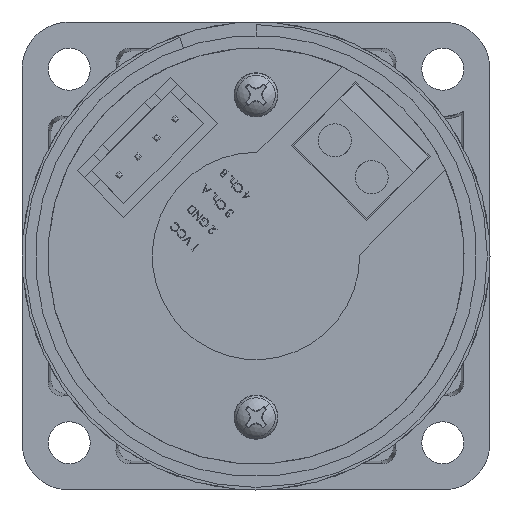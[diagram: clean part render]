
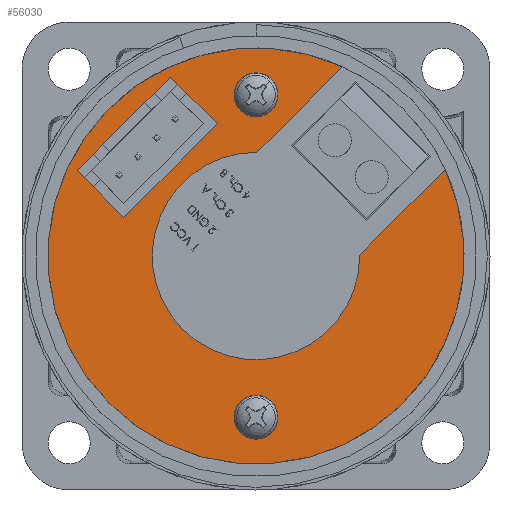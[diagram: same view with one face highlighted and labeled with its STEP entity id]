
A CAD part, front view. The second image highlights one B-rep face of the part: STEP entity #56030.
In plain terms, the highlighted face is planar.
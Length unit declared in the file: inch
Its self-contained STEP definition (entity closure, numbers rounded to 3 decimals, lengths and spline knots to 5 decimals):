
#974 = LINE ( 'NONE', #11895, #50040 ) ;
#1102 = EDGE_CURVE ( 'NONE', #58045, #6378, #24598, .T. ) ;
#1367 = CARTESIAN_POINT ( 'NONE',  ( 0.275, 0.6415, 0.28006 ) ) ;
#2805 = PLANE ( 'NONE',  #55226 ) ;
#3266 = DIRECTION ( 'NONE',  ( 0., 0., -1. ) ) ;
#3608 = VERTEX_POINT ( 'NONE', #17675 ) ;
#3793 = EDGE_CURVE ( 'NONE', #7779, #22880, #53236, .T. ) ;
#3937 = EDGE_CURVE ( 'NONE', #10391, #18781, #42740, .T. ) ;
#3977 = CARTESIAN_POINT ( 'NONE',  ( 0., 0.6415, 0. ) ) ;
#4683 = ORIENTED_EDGE ( 'NONE', *, *, #3793, .F. ) ;
#5221 = ORIENTED_EDGE ( 'NONE', *, *, #29339, .F. ) ;
#5744 = CARTESIAN_POINT ( 'NONE',  ( 0.4575, 0.6415, -0.25 ) ) ;
#5889 = LINE ( 'NONE', #5744, #31267 ) ;
#6027 = CIRCLE ( 'NONE', #10865, 0.7875 ) ;
#6065 = CIRCLE ( 'NONE', #40781, 0.7875 ) ;
#6378 = VERTEX_POINT ( 'NONE', #11658 ) ;
#6985 = ORIENTED_EDGE ( 'NONE', *, *, #17881, .F. ) ;
#7779 = VERTEX_POINT ( 'NONE', #11751 ) ;
#7885 = VERTEX_POINT ( 'NONE', #45611 ) ;
#8396 = CARTESIAN_POINT ( 'NONE',  ( -0.275, 0.6415, 0.28006 ) ) ;
#8748 = DIRECTION ( 'NONE',  ( 0., 0., -1. ) ) ;
#8775 = DIRECTION ( 'NONE',  ( 0., 0., 1. ) ) ;
#8839 = LINE ( 'NONE', #46087, #28270 ) ;
#9630 = FACE_OUTER_BOUND ( 'NONE', #61226, .T. ) ;
#10210 = LINE ( 'NONE', #60901, #19966 ) ;
#10391 = VERTEX_POINT ( 'NONE', #38827 ) ;
#10675 = CIRCLE ( 'NONE', #46186, 0.3925 ) ;
#10865 = AXIS2_PLACEMENT_3D ( 'NONE', #24880, #58061, #29642 ) ;
#11658 = CARTESIAN_POINT ( 'NONE',  ( 0.67, 0.6415, -0.25 ) ) ;
#11751 = CARTESIAN_POINT ( 'NONE',  ( 0.62, 0.6415, 0.25 ) ) ;
#11843 = CARTESIAN_POINT ( 'NONE',  ( 0.67, 0.6415, 0.25 ) ) ;
#11895 = CARTESIAN_POINT ( 'NONE',  ( 0.7075, 0.6415, -0.25 ) ) ;
#12097 = DIRECTION ( 'NONE',  ( 0., 0., -1. ) ) ;
#12606 = ORIENTED_EDGE ( 'NONE', *, *, #44422, .F. ) ;
#12764 = CARTESIAN_POINT ( 'NONE',  ( 0.7075, 0.6415, -0.25 ) ) ;
#13405 = CARTESIAN_POINT ( 'NONE',  ( 0.4575, 0.6415, 0.25 ) ) ;
#14035 = LINE ( 'NONE', #38188, #23824 ) ;
#14428 = VERTEX_POINT ( 'NONE', #16501 ) ;
#15157 = EDGE_CURVE ( 'NONE', #18781, #35098, #10675, .T. ) ;
#15421 = CARTESIAN_POINT ( 'NONE',  ( 0., 0.6415, -0.7875 ) ) ;
#15667 = ORIENTED_EDGE ( 'NONE', *, *, #25706, .T. ) ;
#16471 = ORIENTED_EDGE ( 'NONE', *, *, #27308, .F. ) ;
#16501 = CARTESIAN_POINT ( 'NONE',  ( 0.7075, 0.6415, 0.1625 ) ) ;
#17149 = VERTEX_POINT ( 'NONE', #39135 ) ;
#17148 = CARTESIAN_POINT ( 'NONE',  ( -0.275, 0.6415, 0.28006 ) ) ;
#17570 = VERTEX_POINT ( 'NONE', #48381 ) ;
#17675 = CARTESIAN_POINT ( 'NONE',  ( 0.7075, 0.6415, -0.1625 ) ) ;
#17831 = LINE ( 'NONE', #59227, #29043 ) ;
#17881 = EDGE_CURVE ( 'NONE', #17570, #17149, #10210, .T. ) ;
#18275 = ORIENTED_EDGE ( 'NONE', *, *, #27254, .F. ) ;
#18395 = VERTEX_POINT ( 'NONE', #22709 ) ;
#18781 = VERTEX_POINT ( 'NONE', #1367 ) ;
#19340 = VECTOR ( 'NONE', #37307, 39.37008 ) ;
#19782 = CARTESIAN_POINT ( 'NONE',  ( 0.4575, 0.6415, -0.25 ) ) ;
#19966 = VECTOR ( 'NONE', #8748, 39.37008 ) ;
#20208 = VERTEX_POINT ( 'NONE', #15421 ) ;
#20443 = VECTOR ( 'NONE', #46610, 39.37008 ) ;
#20593 = DIRECTION ( 'NONE',  ( 0., 0., -1. ) ) ;
#20838 = LINE ( 'NONE', #32590, #19340 ) ;
#21645 = LINE ( 'NONE', #45753, #45347 ) ;
#21680 = DIRECTION ( 'NONE',  ( 0., 0., 1. ) ) ;
#22573 = DIRECTION ( 'NONE',  ( -1., 0., 0. ) ) ;
#22709 = CARTESIAN_POINT ( 'NONE',  ( 0.62, 0.6415, -0.25 ) ) ;
#22880 = VERTEX_POINT ( 'NONE', #11843 ) ;
#22938 = ORIENTED_EDGE ( 'NONE', *, *, #27506, .F. ) ;
#22985 = CIRCLE ( 'NONE', #49945, 0.3925 ) ;
#23404 = CARTESIAN_POINT ( 'NONE',  ( 0.4575, 0.6415, -0.25 ) ) ;
#23548 = ORIENTED_EDGE ( 'NONE', *, *, #1102, .F. ) ;
#23824 = VECTOR ( 'NONE', #57349, 39.37008 ) ;
#24280 = EDGE_CURVE ( 'NONE', #17149, #3608, #20838, .T. ) ;
#24598 = LINE ( 'NONE', #23404, #48237 ) ;
#24880 = CARTESIAN_POINT ( 'NONE',  ( 0., 0.6415, 0. ) ) ;
#24933 = CARTESIAN_POINT ( 'NONE',  ( 0., 0.6415, 0. ) ) ;
#25706 = EDGE_CURVE ( 'NONE', #10391, #20208, #6027, .T. ) ;
#25713 = DIRECTION ( 'NONE',  ( 0., 1., 0. ) ) ;
#26847 = CARTESIAN_POINT ( 'NONE',  ( 0., 0.6415, 0. ) ) ;
#27228 = ORIENTED_EDGE ( 'NONE', *, *, #59784, .T. ) ;
#27254 = EDGE_CURVE ( 'NONE', #50769, #7885, #17831, .T. ) ;
#27308 = EDGE_CURVE ( 'NONE', #60688, #14428, #8839, .T. ) ;
#27506 = EDGE_CURVE ( 'NONE', #7885, #7779, #14035, .T. ) ;
#28270 = VECTOR ( 'NONE', #3266, 39.37008 ) ;
#29043 = VECTOR ( 'NONE', #21680, 39.37008 ) ;
#29139 = DIRECTION ( 'NONE',  ( -1., 0., 0. ) ) ;
#29339 = EDGE_CURVE ( 'NONE', #18395, #50769, #5889, .T. ) ;
#29642 = DIRECTION ( 'NONE',  ( 0., 0., 1. ) ) ;
#29695 = DIRECTION ( 'NONE',  ( 0., 0., 1. ) ) ;
#29798 = EDGE_LOOP ( 'NONE', ( #16471, #30911, #4683, #22938, #18275, #5221, #52008, #23548, #12606, #31074, #6985, #61202 ) ) ;
#30911 = ORIENTED_EDGE ( 'NONE', *, *, #43967, .F. ) ;
#31074 = ORIENTED_EDGE ( 'NONE', *, *, #24280, .F. ) ;
#31267 = VECTOR ( 'NONE', #29139, 39.37008 ) ;
#31344 = VERTEX_POINT ( 'NONE', #61310 ) ;
#31607 = DIRECTION ( 'NONE',  ( 0., 0., 1. ) ) ;
#31920 = DIRECTION ( 'NONE',  ( -1., 0., 0. ) ) ;
#32590 = CARTESIAN_POINT ( 'NONE',  ( 0.7075, 0.6415, 0. ) ) ;
#34803 = ORIENTED_EDGE ( 'NONE', *, *, #38559, .F. ) ;
#34984 = FACE_BOUND ( 'NONE', #29798, .T. ) ;
#35098 = VERTEX_POINT ( 'NONE', #46637 ) ;
#37269 = DIRECTION ( 'NONE',  ( 0., 1., 0. ) ) ;
#37307 = DIRECTION ( 'NONE',  ( 0., 0., -1. ) ) ;
#38024 = VERTEX_POINT ( 'NONE', #8396 ) ;
#38188 = CARTESIAN_POINT ( 'NONE',  ( 0.4575, 0.6415, 0.25 ) ) ;
#38559 = EDGE_CURVE ( 'NONE', #38024, #31344, #48108, .T. ) ;
#38827 = CARTESIAN_POINT ( 'NONE',  ( 0.275, 0.6415, 0.73792 ) ) ;
#39135 = CARTESIAN_POINT ( 'NONE',  ( 0.7075, 0.6415, -0.1125 ) ) ;
#39698 = ORIENTED_EDGE ( 'NONE', *, *, #15157, .F. ) ;
#39727 = ORIENTED_EDGE ( 'NONE', *, *, #3937, .F. ) ;
#40522 = VECTOR ( 'NONE', #57149, 39.37008 ) ;
#40781 = AXIS2_PLACEMENT_3D ( 'NONE', #3977, #37269, #8775 ) ;
#41158 = EDGE_CURVE ( 'NONE', #6378, #18395, #21645, .T. ) ;
#42740 = LINE ( 'NONE', #54651, #48666 ) ;
#43200 = CARTESIAN_POINT ( 'NONE',  ( 0., 0.6415, 0.25 ) ) ;
#43967 = EDGE_CURVE ( 'NONE', #22880, #60688, #56833, .T. ) ;
#44422 = EDGE_CURVE ( 'NONE', #3608, #58045, #974, .T. ) ;
#45347 = VECTOR ( 'NONE', #31920, 39.37008 ) ;
#45611 = CARTESIAN_POINT ( 'NONE',  ( 0.4575, 0.6415, 0.25 ) ) ;
#45753 = CARTESIAN_POINT ( 'NONE',  ( 0., 0.6415, -0.25 ) ) ;
#46087 = CARTESIAN_POINT ( 'NONE',  ( 0.7075, 0.6415, -0.25 ) ) ;
#46186 = AXIS2_PLACEMENT_3D ( 'NONE', #24933, #58113, #29695 ) ;
#46610 = DIRECTION ( 'NONE',  ( 1., 0., 0. ) ) ;
#46637 = CARTESIAN_POINT ( 'NONE',  ( 0., 0.6415, -0.3925 ) ) ;
#46986 = VECTOR ( 'NONE', #52317, 39.37008 ) ;
#47482 = CARTESIAN_POINT ( 'NONE',  ( 0.7075, 0.6415, 0. ) ) ;
#48076 = EDGE_CURVE ( 'NONE', #35098, #38024, #22985, .T. ) ;
#48108 = LINE ( 'NONE', #17148, #59290 ) ;
#48237 = VECTOR ( 'NONE', #22573, 39.37008 ) ;
#48381 = CARTESIAN_POINT ( 'NONE',  ( 0.7075, 0.6415, 0.1125 ) ) ;
#48666 = VECTOR ( 'NONE', #20593, 39.37008 ) ;
#49945 = AXIS2_PLACEMENT_3D ( 'NONE', #54156, #25713, #58893 ) ;
#50040 = VECTOR ( 'NONE', #12097, 39.37008 ) ;
#50645 = CARTESIAN_POINT ( 'NONE',  ( 0.7075, 0.6415, 0.25 ) ) ;
#50769 = VERTEX_POINT ( 'NONE', #19782 ) ;
#52008 = ORIENTED_EDGE ( 'NONE', *, *, #41158, .F. ) ;
#52317 = DIRECTION ( 'NONE',  ( 0., 0., -1. ) ) ;
#53236 = LINE ( 'NONE', #43200, #40522 ) ;
#54156 = CARTESIAN_POINT ( 'NONE',  ( 0., 0.6415, 0. ) ) ;
#54651 = CARTESIAN_POINT ( 'NONE',  ( 0.275, 0.6415, 0.28006 ) ) ;
#54730 = ORIENTED_EDGE ( 'NONE', *, *, #48076, .F. ) ;
#55186 = DIRECTION ( 'NONE',  ( 0., 0., 1. ) ) ;
#55226 = AXIS2_PLACEMENT_3D ( 'NONE', #26847, #59986, #31607 ) ;
#56030 = ADVANCED_FACE ( 'NONE', ( #34984, #9630 ), #2805, .T. ) ;
#56833 = LINE ( 'NONE', #13405, #20443 ) ;
#57149 = DIRECTION ( 'NONE',  ( 1., 0., 0. ) ) ;
#57349 = DIRECTION ( 'NONE',  ( 1., 0., 0. ) ) ;
#58045 = VERTEX_POINT ( 'NONE', #12764 ) ;
#58061 = DIRECTION ( 'NONE',  ( 0., 1., 0. ) ) ;
#58113 = DIRECTION ( 'NONE',  ( 0., 1., 0. ) ) ;
#58893 = DIRECTION ( 'NONE',  ( 0., 0., 1. ) ) ;
#59227 = CARTESIAN_POINT ( 'NONE',  ( 0.4575, 0.6415, -0.25 ) ) ;
#59290 = VECTOR ( 'NONE', #55186, 39.37008 ) ;
#59299 = EDGE_CURVE ( 'NONE', #14428, #17570, #59679, .T. ) ;
#59679 = LINE ( 'NONE', #47482, #46986 ) ;
#59784 = EDGE_CURVE ( 'NONE', #20208, #31344, #6065, .T. ) ;
#59986 = DIRECTION ( 'NONE',  ( 0., 1., 0. ) ) ;
#60688 = VERTEX_POINT ( 'NONE', #50645 ) ;
#60901 = CARTESIAN_POINT ( 'NONE',  ( 0.7075, 0.6415, -0.25 ) ) ;
#61202 = ORIENTED_EDGE ( 'NONE', *, *, #59299, .F. ) ;
#61226 = EDGE_LOOP ( 'NONE', ( #34803, #54730, #39698, #39727, #15667, #27228 ) ) ;
#61310 = CARTESIAN_POINT ( 'NONE',  ( -0.275, 0.6415, 0.73792 ) ) ;
